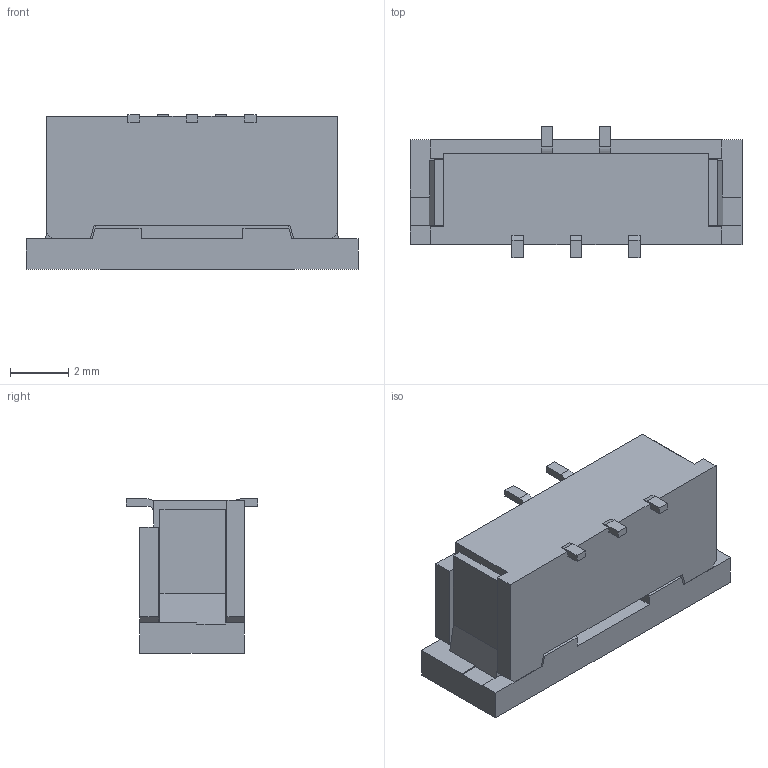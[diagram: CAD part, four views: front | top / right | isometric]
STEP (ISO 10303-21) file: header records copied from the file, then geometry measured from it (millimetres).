
FILE_DESCRIPTION((''),'2;1');
FILE_NAME('ISFW5S-2STLF','2007-09-10T',('ShoujiR'),(''),'PRO/ENGINEER BY PARAMETRIC TECHNOLOGY CORPORATION, 2005230','PRO/ENGINEER BY PARAMETRIC TECHNOLOGY CORPORATION, 2005230','');
FILE_SCHEMA(('CONFIG_CONTROL_DESIGN'));
Length unit declared in the file: millimetre
Products named in the file (1): ISFW5S-2STLF
Bounding box: 11.4 x 4.5 x 5.3 mm (x, y, z)
Volume: 170.9 mm3; surface area: 353.7 mm2
Topology: 1 solids, 1 shells, 194 faces, 557 edges, 366 vertices
Faces by surface type: plane 182, cylinder 12
Entity records: 6273 total; most frequent: CARTESIAN_POINT 1117, ORIENTED_EDGE 1114, DIRECTION 971, EDGE_CURVE 557, VECTOR 531, LINE 531, VERTEX_POINT 366, AXIS2_PLACEMENT_3D 220
